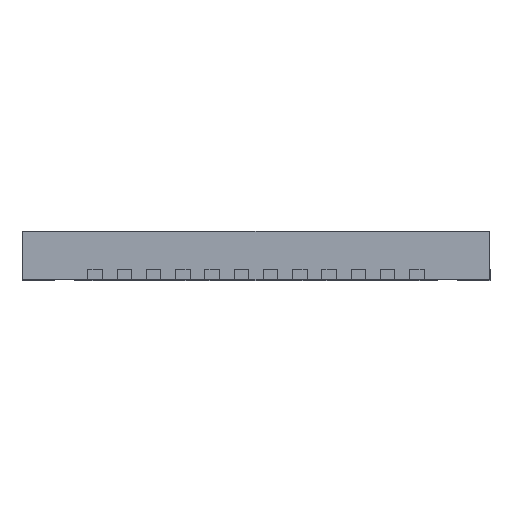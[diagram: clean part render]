
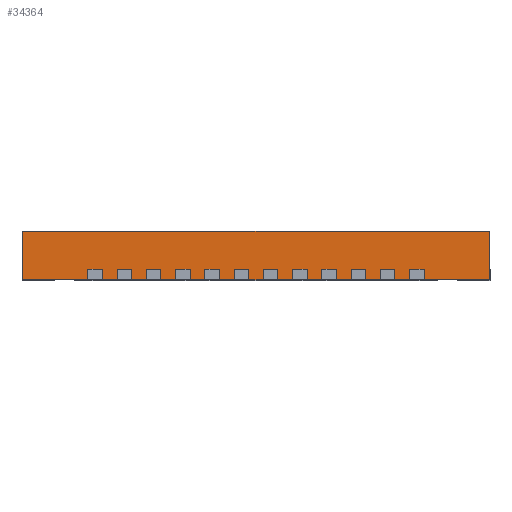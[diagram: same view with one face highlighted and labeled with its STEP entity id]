
A CAD part, front view. The second image highlights one B-rep face of the part: STEP entity #34364.
In plain terms, the highlighted planar face has unit normal (0, -1, 0).
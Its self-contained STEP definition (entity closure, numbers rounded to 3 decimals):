
#3 = VERTEX_POINT ( 'NONE', #7603 ) ;
#2385 = DIRECTION ( 'NONE',  ( 1., 0., 0. ) ) ;
#3004 = EDGE_CURVE ( 'NONE', #3, #25482, #34940, .T. ) ;
#4701 = LINE ( 'NONE', #10400, #18302 ) ;
#4870 = DIRECTION ( 'NONE',  ( 0., 0., 1. ) ) ;
#6214 = ORIENTED_EDGE ( 'NONE', *, *, #3004, .T. ) ;
#6731 = EDGE_CURVE ( 'NONE', #32315, #25482, #13908, .T. ) ;
#7603 = CARTESIAN_POINT ( 'NONE',  ( -3.99, -3.99, 0.02 ) ) ;
#7748 = EDGE_LOOP ( 'NONE', ( #11311, #28012, #6214, #34115 ) ) ;
#8692 = DIRECTION ( 'NONE',  ( 0., 0., 1. ) ) ;
#9284 = AXIS2_PLACEMENT_3D ( 'NONE', #31613, #34007, #8692 ) ;
#10400 = CARTESIAN_POINT ( 'NONE',  ( -3.99, -3.99, 0.02 ) ) ;
#11311 = ORIENTED_EDGE ( 'NONE', *, *, #21664, .F. ) ;
#11334 = DIRECTION ( 'NONE',  ( 0., 0., -1. ) ) ;
#13165 = VECTOR ( 'NONE', #11334, 1000. ) ;
#13908 = LINE ( 'NONE', #28191, #13165 ) ;
#14464 = EDGE_CURVE ( 'NONE', #3, #19984, #4701, .T. ) ;
#16458 = LINE ( 'NONE', #27749, #20809 ) ;
#18302 = VECTOR ( 'NONE', #4870, 1000. ) ;
#19984 = VERTEX_POINT ( 'NONE', #25398 ) ;
#20809 = VECTOR ( 'NONE', #2385, 1000. ) ;
#21664 = EDGE_CURVE ( 'NONE', #19984, #32315, #16458, .T. ) ;
#22850 = CARTESIAN_POINT ( 'NONE',  ( 3.99, -3.99, 0.02 ) ) ;
#25398 = CARTESIAN_POINT ( 'NONE',  ( -3.99, -3.99, 0.85 ) ) ;
#25482 = VERTEX_POINT ( 'NONE', #22850 ) ;
#27749 = CARTESIAN_POINT ( 'NONE',  ( -3.99, -3.99, 0.85 ) ) ;
#28012 = ORIENTED_EDGE ( 'NONE', *, *, #14464, .F. ) ;
#28119 = FACE_OUTER_BOUND ( 'NONE', #7748, .T. ) ;
#28191 = CARTESIAN_POINT ( 'NONE',  ( 3.99, -3.99, 0.02 ) ) ;
#28212 = CARTESIAN_POINT ( 'NONE',  ( 3.99, -3.99, 0.85 ) ) ;
#28670 = PLANE ( 'NONE',  #9284 ) ;
#31613 = CARTESIAN_POINT ( 'NONE',  ( -3.99, -3.99, 0.02 ) ) ;
#32172 = CARTESIAN_POINT ( 'NONE',  ( -3.99, -3.99, 0.02 ) ) ;
#32315 = VERTEX_POINT ( 'NONE', #28212 ) ;
#34007 = DIRECTION ( 'NONE',  ( 0., 1., 0. ) ) ;
#34115 = ORIENTED_EDGE ( 'NONE', *, *, #6731, .F. ) ;
#34364 = ADVANCED_FACE ( 'NONE', ( #28119 ), #28670, .F. ) ;
#34778 = VECTOR ( 'NONE', #35129, 1000. ) ;
#34940 = LINE ( 'NONE', #32172, #34778 ) ;
#35129 = DIRECTION ( 'NONE',  ( 1., 0., 0. ) ) ;
